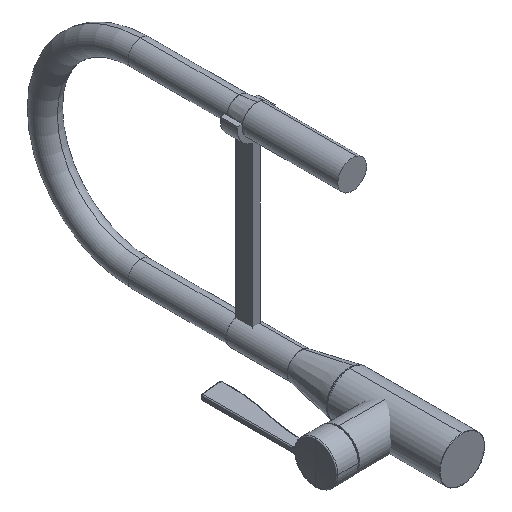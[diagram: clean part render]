
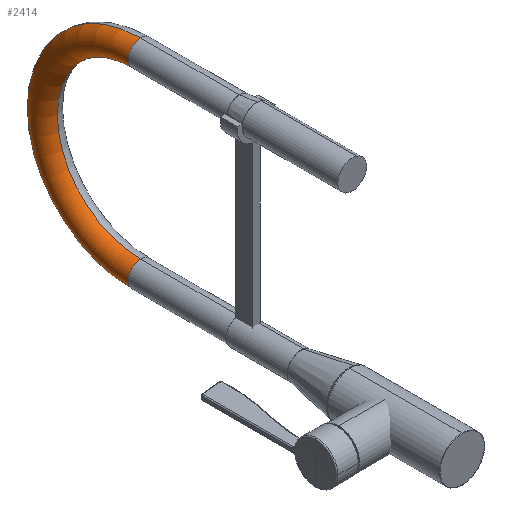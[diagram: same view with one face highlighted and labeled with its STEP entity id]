
A CAD part, isometric view. The second image highlights one B-rep face of the part: STEP entity #2414.
In plain terms, the highlighted toroidal (fillet/blend) face has major radius 100 mm and minor radius 13 mm.
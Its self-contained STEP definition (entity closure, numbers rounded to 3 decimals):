
#214 = CARTESIAN_POINT ( 'NONE',  ( 0., 103., 100. ) ) ;
#344 = DIRECTION ( 'NONE',  ( 0., 0., -1. ) ) ;
#386 = DIRECTION ( 'NONE',  ( 0., -1., 0. ) ) ;
#512 = CARTESIAN_POINT ( 'NONE',  ( 0., 103., 213. ) ) ;
#808 = AXIS2_PLACEMENT_3D ( 'NONE', #214, #1055, #3899 ) ;
#835 = AXIS2_PLACEMENT_3D ( 'NONE', #2741, #386, #344 ) ;
#1054 = DIRECTION ( 'NONE',  ( 1., 0., 0. ) ) ;
#1055 = DIRECTION ( 'NONE',  ( 1., 0., 0. ) ) ;
#1082 = DIRECTION ( 'NONE',  ( 0., 0., -1. ) ) ;
#1133 = CIRCLE ( 'NONE', #835, 13. ) ;
#1690 = ORIENTED_EDGE ( 'NONE', *, *, #3361, .T. ) ;
#1743 = ORIENTED_EDGE ( 'NONE', *, *, #5160, .T. ) ;
#1973 = DIRECTION ( 'NONE',  ( 0., 0., -1. ) ) ;
#2286 = EDGE_LOOP ( 'NONE', ( #2684, #1690, #1743, #4442 ) ) ;
#2414 = ADVANCED_FACE ( 'NONE', ( #2960 ), #4039, .T. ) ;
#2420 = DIRECTION ( 'NONE',  ( 0., 1., 0. ) ) ;
#2526 = DIRECTION ( 'NONE',  ( 0., 0., 1. ) ) ;
#2558 = VERTEX_POINT ( 'NONE', #512 ) ;
#2684 = ORIENTED_EDGE ( 'NONE', *, *, #3830, .F. ) ;
#2741 = CARTESIAN_POINT ( 'NONE',  ( 0., 103., 200. ) ) ;
#2771 = CIRCLE ( 'NONE', #3729, 87. ) ;
#2960 = FACE_OUTER_BOUND ( 'NONE', #2286, .T. ) ;
#3004 = DIRECTION ( 'NONE',  ( 1., 0., 0. ) ) ;
#3014 = CIRCLE ( 'NONE', #4443, 113. ) ;
#3105 = CARTESIAN_POINT ( 'NONE',  ( 0., 103., 13. ) ) ;
#3361 = EDGE_CURVE ( 'NONE', #3863, #5214, #4604, .T. ) ;
#3729 = AXIS2_PLACEMENT_3D ( 'NONE', #5131, #1054, #1973 ) ;
#3830 = EDGE_CURVE ( 'NONE', #3863, #2558, #3014, .T. ) ;
#3863 = VERTEX_POINT ( 'NONE', #5184 ) ;
#3899 = DIRECTION ( 'NONE',  ( 0., 0., -1. ) ) ;
#4008 = CARTESIAN_POINT ( 'NONE',  ( 0., 103., 0. ) ) ;
#4022 = EDGE_CURVE ( 'NONE', #2558, #4059, #1133, .T. ) ;
#4039 = TOROIDAL_SURFACE ( 'NONE', #808, 100., 13. ) ;
#4059 = VERTEX_POINT ( 'NONE', #4564 ) ;
#4108 = AXIS2_PLACEMENT_3D ( 'NONE', #4008, #2420, #2526 ) ;
#4222 = CARTESIAN_POINT ( 'NONE',  ( 0., 103., 100. ) ) ;
#4442 = ORIENTED_EDGE ( 'NONE', *, *, #4022, .F. ) ;
#4443 = AXIS2_PLACEMENT_3D ( 'NONE', #4222, #3004, #1082 ) ;
#4564 = CARTESIAN_POINT ( 'NONE',  ( 0., 103., 187. ) ) ;
#4604 = CIRCLE ( 'NONE', #4108, 13. ) ;
#5131 = CARTESIAN_POINT ( 'NONE',  ( 0., 103., 100. ) ) ;
#5160 = EDGE_CURVE ( 'NONE', #5214, #4059, #2771, .T. ) ;
#5184 = CARTESIAN_POINT ( 'NONE',  ( 0., 103., -13. ) ) ;
#5214 = VERTEX_POINT ( 'NONE', #3105 ) ;
